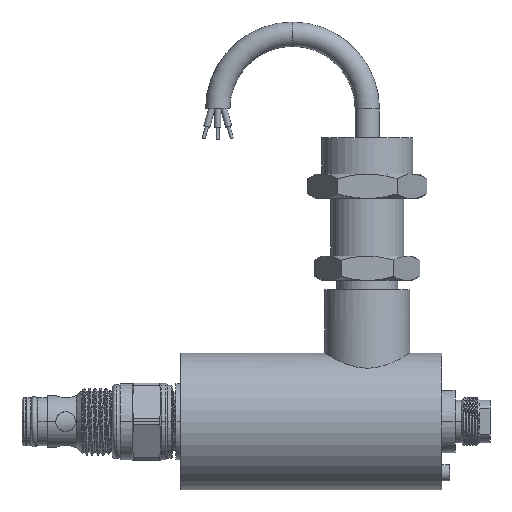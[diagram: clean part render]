
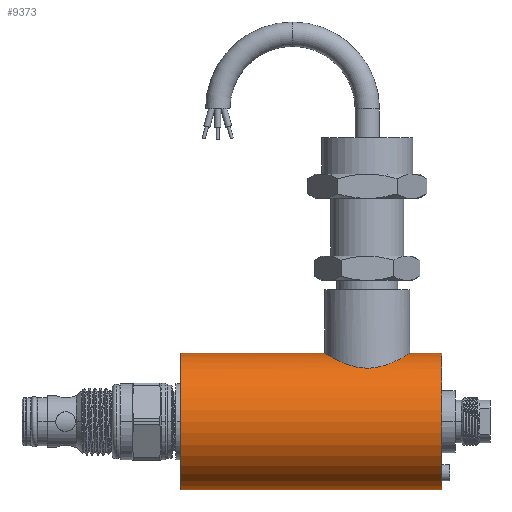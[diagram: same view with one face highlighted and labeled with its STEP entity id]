
A CAD part, front view. The second image highlights one B-rep face of the part: STEP entity #9373.
In plain terms, the highlighted cylindrical face has radius 22.5 mm (diameter 45 mm), a partial arc.
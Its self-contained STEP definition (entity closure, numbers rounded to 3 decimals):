
#30 = DIRECTION ( 'NONE',  ( 1., 0., 0. ) ) ;
#387 = DIRECTION ( 'NONE',  ( 1., 0., 0. ) ) ;
#796 = CARTESIAN_POINT ( 'NONE',  ( 85.185, -11.367, 19.42 ) ) ;
#842 = CARTESIAN_POINT ( 'NONE',  ( 69.557, -11.866, 19.119 ) ) ;
#851 = DIRECTION ( 'NONE',  ( 1., 0., 0. ) ) ;
#867 = AXIS2_PLACEMENT_3D ( 'NONE', #2893, #30, #10735 ) ;
#910 = CARTESIAN_POINT ( 'NONE',  ( 15.5, 0., 0. ) ) ;
#980 = CARTESIAN_POINT ( 'NONE',  ( 88.083, -8.602, 20.806 ) ) ;
#1600 = CARTESIAN_POINT ( 'NONE',  ( 101.5, 0., -22.5 ) ) ;
#1696 = ORIENTED_EDGE ( 'NONE', *, *, #7426, .F. ) ;
#1868 = CARTESIAN_POINT ( 'NONE',  ( 74.669, -13.813, 17.762 ) ) ;
#1918 = CARTESIAN_POINT ( 'NONE',  ( 84.079, -12.111, 18.971 ) ) ;
#2016 = CARTESIAN_POINT ( 'NONE',  ( 78.892, -13.88, 17.709 ) ) ;
#2146 = LINE ( 'NONE', #9049, #3466 ) ;
#2516 = CARTESIAN_POINT ( 'NONE',  ( 101.5, 0., 22.5 ) ) ;
#2585 = DIRECTION ( 'NONE',  ( 0., 0., 1. ) ) ;
#2628 = CIRCLE ( 'NONE', #867, 22.5 ) ;
#2846 = CARTESIAN_POINT ( 'NONE',  ( 91., -0.944, 22.5 ) ) ;
#2893 = CARTESIAN_POINT ( 'NONE',  ( 101.5, 0., 0. ) ) ;
#2896 = CARTESIAN_POINT ( 'NONE',  ( 89.516, -6.289, 21.607 ) ) ;
#2940 = CARTESIAN_POINT ( 'NONE',  ( 63., 0., 22.5 ) ) ;
#2992 = CARTESIAN_POINT ( 'NONE',  ( 86.564, -10.233, 20.041 ) ) ;
#3039 = CARTESIAN_POINT ( 'NONE',  ( 87.514, -9.288, 20.506 ) ) ;
#3073 = CARTESIAN_POINT ( 'NONE',  ( 15.5, 0., 22.5 ) ) ;
#3089 = CARTESIAN_POINT ( 'NONE',  ( 80.715, -13.506, 17.996 ) ) ;
#3132 = CARTESIAN_POINT ( 'NONE',  ( 63.121, -1.898, 22.425 ) ) ;
#3466 = VECTOR ( 'NONE', #12340, 1000. ) ;
#3533 = VERTEX_POINT ( 'NONE', #2516 ) ;
#3700 = CARTESIAN_POINT ( 'NONE',  ( 15.5, 0., -22.5 ) ) ;
#3888 = CARTESIAN_POINT ( 'NONE',  ( 15.5, 0., -22.5 ) ) ;
#3923 = CARTESIAN_POINT ( 'NONE',  ( 90.905, -1.876, 22.441 ) ) ;
#3973 = VECTOR ( 'NONE', #7615, 1000. ) ;
#4025 = CARTESIAN_POINT ( 'NONE',  ( 81.593, -13.233, 18.198 ) ) ;
#4072 = CARTESIAN_POINT ( 'NONE',  ( 65.161, -7.487, 21.222 ) ) ;
#4117 = CARTESIAN_POINT ( 'NONE',  ( 63., -0.475, 22.5 ) ) ;
#4213 = CARTESIAN_POINT ( 'NONE',  ( 65.918, -8.602, 20.806 ) ) ;
#4359 = VERTEX_POINT ( 'NONE', #3073 ) ;
#4558 = ORIENTED_EDGE ( 'NONE', *, *, #5374, .F. ) ;
#4847 = AXIS2_PLACEMENT_3D ( 'NONE', #910, #5103, #12574 ) ;
#4956 = CARTESIAN_POINT ( 'NONE',  ( 63., 0., 22.5 ) ) ;
#5046 = CARTESIAN_POINT ( 'NONE',  ( 89.08, -7.091, 21.358 ) ) ;
#5103 = DIRECTION ( 'NONE',  ( -1., 0., 0. ) ) ;
#5226 = CARTESIAN_POINT ( 'NONE',  ( 68.458, -11.101, 19.573 ) ) ;
#5374 = EDGE_CURVE ( 'NONE', #3533, #13719, #2628, .T. ) ;
#5674 = CARTESIAN_POINT ( 'NONE',  ( 15.5, 0., 0. ) ) ;
#6113 = FACE_OUTER_BOUND ( 'NONE', #10009, .T. ) ;
#6161 = CARTESIAN_POINT ( 'NONE',  ( 71.147, -12.726, 18.556 ) ) ;
#6218 = EDGE_CURVE ( 'NONE', #4359, #8053, #12316, .T. ) ;
#6243 = CARTESIAN_POINT ( 'NONE',  ( 80.268, -13.621, 17.909 ) ) ;
#6294 = CARTESIAN_POINT ( 'NONE',  ( 63.194, -2.367, 22.38 ) ) ;
#7141 = CARTESIAN_POINT ( 'NONE',  ( 90.231, -4.6, 22.029 ) ) ;
#7185 = CARTESIAN_POINT ( 'NONE',  ( 73.288, -13.532, 17.978 ) ) ;
#7232 = CARTESIAN_POINT ( 'NONE',  ( 72.41, -13.258, 18.184 ) ) ;
#7277 = CARTESIAN_POINT ( 'NONE',  ( 83.293, -12.54, 18.687 ) ) ;
#7374 = CARTESIAN_POINT ( 'NONE',  ( 63.751, -4.617, 22.038 ) ) ;
#7426 = EDGE_CURVE ( 'NONE', #7449, #3533, #2146, .T. ) ;
#7449 = VERTEX_POINT ( 'NONE', #9095 ) ;
#7488 = EDGE_CURVE ( 'NONE', #13835, #4359, #12813, .T. ) ;
#7518 = CARTESIAN_POINT ( 'NONE',  ( 15.5, 0., 22.5 ) ) ;
#7615 = DIRECTION ( 'NONE',  ( 1., 0., 0. ) ) ;
#8047 = CARTESIAN_POINT ( 'NONE',  ( 90.072, -5.033, 21.934 ) ) ;
#8053 = VERTEX_POINT ( 'NONE', #4956 ) ;
#8077 = EDGE_CURVE ( 'NONE', #7449, #8053, #12689, .T. ) ;
#8080 = AXIS2_PLACEMENT_3D ( 'NONE', #5674, #387, #2585 ) ;
#8180 = CARTESIAN_POINT ( 'NONE',  ( 91., 0., 22.5 ) ) ;
#8271 = CARTESIAN_POINT ( 'NONE',  ( 82.026, -13.075, 18.313 ) ) ;
#8323 = CARTESIAN_POINT ( 'NONE',  ( 77.476, -14., 17.614 ) ) ;
#8416 = CARTESIAN_POINT ( 'NONE',  ( 64.925, -7.1, 21.354 ) ) ;
#8458 = CARTESIAN_POINT ( 'NONE',  ( 67.768, -10.534, 19.884 ) ) ;
#8459 = CYLINDRICAL_SURFACE ( 'NONE', #8080, 22.5 ) ;
#8461 = ORIENTED_EDGE ( 'NONE', *, *, #11101, .T. ) ;
#8507 = ORIENTED_EDGE ( 'NONE', *, *, #6218, .F. ) ;
#8934 = VECTOR ( 'NONE', #851, 1000. ) ;
#9049 = CARTESIAN_POINT ( 'NONE',  ( 15.5, 0., 22.5 ) ) ;
#9095 = CARTESIAN_POINT ( 'NONE',  ( 91., 0., 22.5 ) ) ;
#9297 = CARTESIAN_POINT ( 'NONE',  ( 89.715, -5.877, 21.723 ) ) ;
#9348 = CARTESIAN_POINT ( 'NONE',  ( 63.024, -0.952, 22.485 ) ) ;
#9373 = ADVANCED_FACE ( 'NONE', ( #6113 ), #8459, .T. ) ;
#9389 = CARTESIAN_POINT ( 'NONE',  ( 69.94, -12.098, 18.972 ) ) ;
#9484 = CARTESIAN_POINT ( 'NONE',  ( 76.069, -13.977, 17.632 ) ) ;
#9533 = CARTESIAN_POINT ( 'NONE',  ( 64.487, -6.295, 21.606 ) ) ;
#9944 = LINE ( 'NONE', #3888, #8934 ) ;
#10009 = EDGE_LOOP ( 'NONE', ( #12301, #8461, #4558, #1696, #12426, #8507 ) ) ;
#10470 = CARTESIAN_POINT ( 'NONE',  ( 66.485, -9.286, 20.506 ) ) ;
#10735 = DIRECTION ( 'NONE',  ( 0., 0., 1. ) ) ;
#11101 = EDGE_CURVE ( 'NONE', #13835, #13719, #9944, .T. ) ;
#11408 = CARTESIAN_POINT ( 'NONE',  ( 90.625, -3.254, 22.268 ) ) ;
#11540 = CARTESIAN_POINT ( 'NONE',  ( 64.287, -5.881, 21.722 ) ) ;
#11627 = CARTESIAN_POINT ( 'NONE',  ( 75.136, -13.883, 17.706 ) ) ;
#11674 = CARTESIAN_POINT ( 'NONE',  ( 76.537, -14., 17.614 ) ) ;
#12301 = ORIENTED_EDGE ( 'NONE', *, *, #7488, .F. ) ;
#12316 = LINE ( 'NONE', #7518, #3973 ) ;
#12340 = DIRECTION ( 'NONE',  ( 1., 0., 0. ) ) ;
#12426 = ORIENTED_EDGE ( 'NONE', *, *, #8077, .T. ) ;
#12460 = CARTESIAN_POINT ( 'NONE',  ( 90.507, -3.712, 22.196 ) ) ;
#12510 = CARTESIAN_POINT ( 'NONE',  ( 88.842, -7.482, 21.223 ) ) ;
#12557 = CARTESIAN_POINT ( 'NONE',  ( 77.947, -13.976, 17.633 ) ) ;
#12574 = DIRECTION ( 'NONE',  ( 0., 0., -1. ) ) ;
#12598 = CARTESIAN_POINT ( 'NONE',  ( 86.231, -10.535, 19.884 ) ) ;
#12643 = CARTESIAN_POINT ( 'NONE',  ( 67.434, -10.232, 20.042 ) ) ;
#12688 = CARTESIAN_POINT ( 'NONE',  ( 68.816, -11.367, 19.419 ) ) ;
#12689 = B_SPLINE_CURVE_WITH_KNOTS ( 'NONE', 3,
 ( #8180, #2846, #3923, #11408, #12460, #7141, #8047, #9297, #2896, #5046, #12510, #980, #3039, #2992, #12598, #13576, #796, #1918, #7277, #8271, #4025, #3089, #6243, #13623, #2016, #12557, #8323, #11674, #9484, #11627, #1868, #7185, #7232, #6161, #13712, #9389, #842, #12688, #5226, #8458, #12643, #10470, #4213, #4072, #8416, #9533, #11540, #7374, #12734, #6294, #3132, #9348, #4117, #2940 ),
 .UNSPECIFIED., .F., .F.,
 ( 4, 2, 2, 2, 2, 2, 2, 2, 2, 2, 2, 2, 2, 2, 2, 2, 2, 2, 2, 2, 2, 2, 2, 2, 2, 2, 4 ),
 ( 0.045, 0.048, 0.049, 0.051, 0.052, 0.053, 0.056, 0.058, 0.059, 0.062, 0.063, 0.065, 0.066, 0.067, 0.069, 0.07, 0.073, 0.075, 0.076, 0.077, 0.079, 0.082, 0.083, 0.084, 0.087, 0.089, 0.09 ),
 .UNSPECIFIED. ) ;
#12734 = CARTESIAN_POINT ( 'NONE',  ( 63.476, -3.739, 22.206 ) ) ;
#12813 = CIRCLE ( 'NONE', #4847, 22.5 ) ;
#13576 = CARTESIAN_POINT ( 'NONE',  ( 85.541, -11.101, 19.573 ) ) ;
#13623 = CARTESIAN_POINT ( 'NONE',  ( 79.357, -13.808, 17.765 ) ) ;
#13712 = CARTESIAN_POINT ( 'NONE',  ( 70.734, -12.528, 18.691 ) ) ;
#13719 = VERTEX_POINT ( 'NONE', #1600 ) ;
#13835 = VERTEX_POINT ( 'NONE', #3700 ) ;
